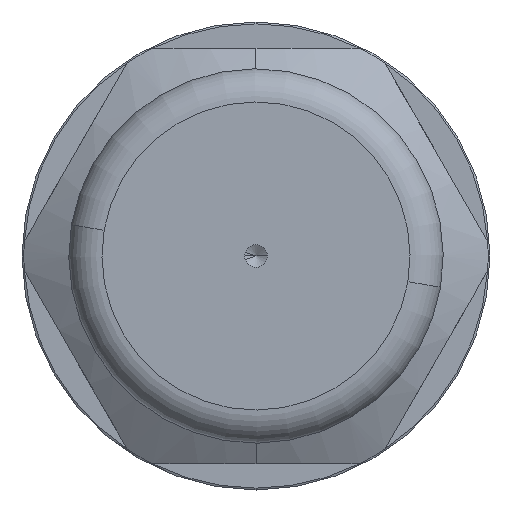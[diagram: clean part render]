
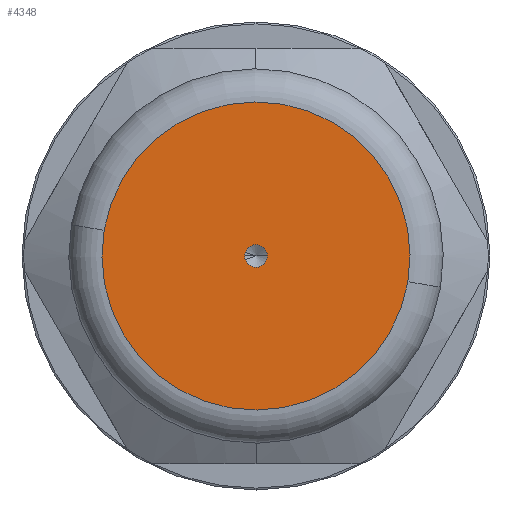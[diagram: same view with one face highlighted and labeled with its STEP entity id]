
A CAD part, left-side view. The second image highlights one B-rep face of the part: STEP entity #4348.
In plain terms, the highlighted planar face has unit normal (-1, 0, 0).
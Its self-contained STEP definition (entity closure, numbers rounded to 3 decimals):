
#307 = AXIS2_PLACEMENT_3D ( 'NONE', #17383, #3648, #9099 ) ;
#1536 = DIRECTION ( 'NONE',  ( 0., 0.986, 0.167 ) ) ;
#2645 = CARTESIAN_POINT ( 'NONE',  ( -104.952, -0.592, -0.1 ) ) ;
#2987 = ORIENTED_EDGE ( 'NONE', *, *, #7747, .F. ) ;
#3648 = DIRECTION ( 'NONE',  ( 1., 0., 0. ) ) ;
#3672 = EDGE_LOOP ( 'NONE', ( #2987, #14270 ) ) ;
#3781 = AXIS2_PLACEMENT_3D ( 'NONE', #7511, #17158, #6194 ) ;
#3923 = CARTESIAN_POINT ( 'NONE',  ( -104.952, -0.592, -0.1 ) ) ;
#4348 = ADVANCED_FACE ( 'NONE', ( #11454, #8222 ), #12331, .T. ) ;
#6194 = DIRECTION ( 'NONE',  ( 0., -0.986, -0.167 ) ) ;
#6676 = AXIS2_PLACEMENT_3D ( 'NONE', #2645, #16640, #1536 ) ;
#6989 = CARTESIAN_POINT ( 'NONE',  ( -104.952, -8.114, -1.374 ) ) ;
#7511 = CARTESIAN_POINT ( 'NONE',  ( -104.952, 0., 0. ) ) ;
#7561 = AXIS2_PLACEMENT_3D ( 'NONE', #14303, #14361, #15809 ) ;
#7747 = EDGE_CURVE ( 'NONE', #16703, #9049, #13370, .T. ) ;
#7893 = ORIENTED_EDGE ( 'NONE', *, *, #16461, .T. ) ;
#7963 = EDGE_CURVE ( 'NONE', #11550, #11244, #16828, .T. ) ;
#8222 = FACE_OUTER_BOUND ( 'NONE', #3672, .T. ) ;
#9049 = VERTEX_POINT ( 'NONE', #16154 ) ;
#9099 = DIRECTION ( 'NONE',  ( 0., -0.986, -0.167 ) ) ;
#10501 = EDGE_CURVE ( 'NONE', #9049, #16703, #16155, .T. ) ;
#11066 = CIRCLE ( 'NONE', #3781, 0.6 ) ;
#11141 = DIRECTION ( 'NONE',  ( 1., 0., 0. ) ) ;
#11244 = VERTEX_POINT ( 'NONE', #14290 ) ;
#11263 = CARTESIAN_POINT ( 'NONE',  ( -104.952, 0., 0. ) ) ;
#11264 = EDGE_LOOP ( 'NONE', ( #12915, #7893 ) ) ;
#11454 = FACE_BOUND ( 'NONE', #11264, .T. ) ;
#11550 = VERTEX_POINT ( 'NONE', #3923 ) ;
#12331 = PLANE ( 'NONE',  #6676 ) ;
#12555 = DIRECTION ( 'NONE',  ( 0., -0.986, -0.167 ) ) ;
#12915 = ORIENTED_EDGE ( 'NONE', *, *, #7963, .T. ) ;
#13370 = CIRCLE ( 'NONE', #15173, 8.23 ) ;
#14270 = ORIENTED_EDGE ( 'NONE', *, *, #10501, .F. ) ;
#14290 = CARTESIAN_POINT ( 'NONE',  ( -104.952, 0.592, 0.1 ) ) ;
#14303 = CARTESIAN_POINT ( 'NONE',  ( -104.952, 0., 0. ) ) ;
#14361 = DIRECTION ( 'NONE',  ( 1., 0., 0. ) ) ;
#15173 = AXIS2_PLACEMENT_3D ( 'NONE', #11263, #11141, #12555 ) ;
#15809 = DIRECTION ( 'NONE',  ( 0., -0.986, -0.167 ) ) ;
#16154 = CARTESIAN_POINT ( 'NONE',  ( -104.952, 8.114, 1.374 ) ) ;
#16155 = CIRCLE ( 'NONE', #307, 8.23 ) ;
#16461 = EDGE_CURVE ( 'NONE', #11244, #11550, #11066, .T. ) ;
#16640 = DIRECTION ( 'NONE',  ( -1., 0., 0. ) ) ;
#16703 = VERTEX_POINT ( 'NONE', #6989 ) ;
#16828 = CIRCLE ( 'NONE', #7561, 0.6 ) ;
#17158 = DIRECTION ( 'NONE',  ( 1., 0., 0. ) ) ;
#17383 = CARTESIAN_POINT ( 'NONE',  ( -104.952, 0., 0. ) ) ;
